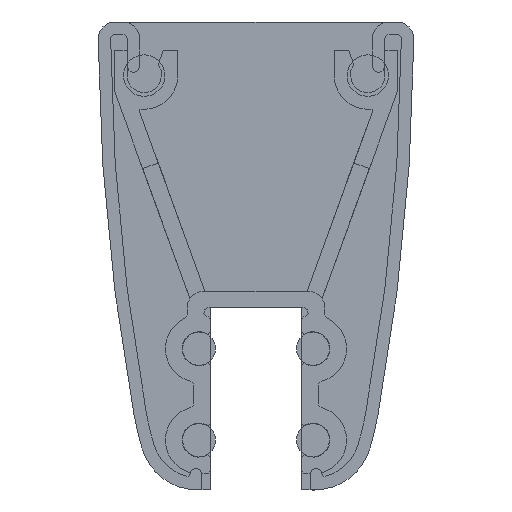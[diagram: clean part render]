
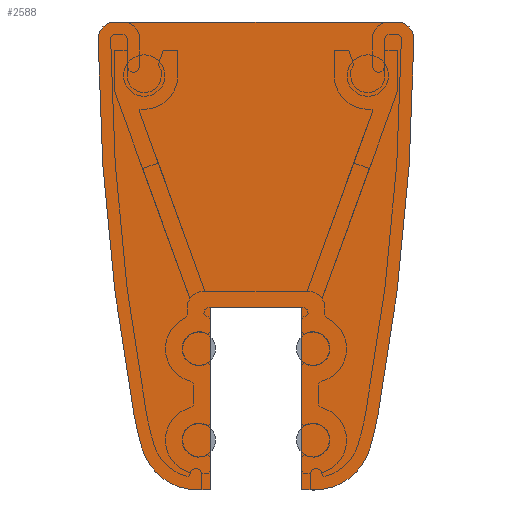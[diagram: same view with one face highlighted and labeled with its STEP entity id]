
A CAD part, front view. The second image highlights one B-rep face of the part: STEP entity #2588.
In plain terms, the highlighted face is planar.
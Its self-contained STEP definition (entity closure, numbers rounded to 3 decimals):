
#241=PLANE('',#3059);
#370=FACE_OUTER_BOUND('',#507,.T.);
#507=EDGE_LOOP('',(#2353,#2354,#2355,#2356,#2357,#2358,#2359,#2360,#2361,
#2362,#2363,#2364,#2365,#2366));
#590=LINE('',#4177,#805);
#661=LINE('',#4393,#876);
#666=LINE('',#4400,#881);
#730=LINE('',#4595,#945);
#732=LINE('',#4599,#947);
#734=LINE('',#4602,#949);
#805=VECTOR('',#3351,10.);
#876=VECTOR('',#3584,10.);
#881=VECTOR('',#3591,10.);
#945=VECTOR('',#3807,10.);
#947=VECTOR('',#3811,10.);
#949=VECTOR('',#3815,10.);
#984=CIRCLE('',#2864,2.);
#1017=CIRCLE('',#2900,2.);
#1048=CIRCLE('',#2974,260.);
#1049=CIRCLE('',#2976,42.);
#1050=CIRCLE('',#2978,7.);
#1079=CIRCLE('',#3051,260.);
#1080=CIRCLE('',#3053,42.);
#1081=CIRCLE('',#3055,7.);
#1134=VERTEX_POINT('',#4045);
#1135=VERTEX_POINT('',#4046);
#1198=VERTEX_POINT('',#4176);
#1199=VERTEX_POINT('',#4180);
#1259=VERTEX_POINT('',#4379);
#1260=VERTEX_POINT('',#4383);
#1261=VERTEX_POINT('',#4387);
#1262=VERTEX_POINT('',#4391);
#1263=VERTEX_POINT('',#4398);
#1315=VERTEX_POINT('',#4582);
#1316=VERTEX_POINT('',#4586);
#1317=VERTEX_POINT('',#4590);
#1318=VERTEX_POINT('',#4594);
#1319=VERTEX_POINT('',#4598);
#1392=EDGE_CURVE('',#1134,#1135,#984,.T.);
#1457=EDGE_CURVE('',#1198,#1135,#590,.T.);
#1459=EDGE_CURVE('',#1198,#1199,#1017,.T.);
#1558=EDGE_CURVE('',#1259,#1134,#1048,.T.);
#1560=EDGE_CURVE('',#1260,#1259,#1049,.T.);
#1562=EDGE_CURVE('',#1261,#1260,#1050,.T.);
#1564=EDGE_CURVE('',#1262,#1261,#661,.T.);
#1569=EDGE_CURVE('',#1263,#1262,#666,.T.);
#1660=EDGE_CURVE('',#1315,#1199,#1079,.T.);
#1662=EDGE_CURVE('',#1316,#1315,#1080,.T.);
#1664=EDGE_CURVE('',#1317,#1316,#1081,.T.);
#1666=EDGE_CURVE('',#1318,#1317,#730,.T.);
#1668=EDGE_CURVE('',#1319,#1318,#732,.T.);
#1670=EDGE_CURVE('',#1319,#1263,#734,.T.);
#2353=ORIENTED_EDGE('',*,*,#1392,.F.);
#2354=ORIENTED_EDGE('',*,*,#1558,.F.);
#2355=ORIENTED_EDGE('',*,*,#1560,.F.);
#2356=ORIENTED_EDGE('',*,*,#1562,.F.);
#2357=ORIENTED_EDGE('',*,*,#1564,.F.);
#2358=ORIENTED_EDGE('',*,*,#1569,.F.);
#2359=ORIENTED_EDGE('',*,*,#1670,.F.);
#2360=ORIENTED_EDGE('',*,*,#1668,.T.);
#2361=ORIENTED_EDGE('',*,*,#1666,.T.);
#2362=ORIENTED_EDGE('',*,*,#1664,.T.);
#2363=ORIENTED_EDGE('',*,*,#1662,.T.);
#2364=ORIENTED_EDGE('',*,*,#1660,.T.);
#2365=ORIENTED_EDGE('',*,*,#1459,.F.);
#2366=ORIENTED_EDGE('',*,*,#1457,.T.);
#2588=ADVANCED_FACE('',(#370),#241,.F.);
#2864=AXIS2_PLACEMENT_3D('',#4047,#3249,#3250);
#2900=AXIS2_PLACEMENT_3D('',#4181,#3355,#3356);
#2974=AXIS2_PLACEMENT_3D('',#4381,#3569,#3570);
#2976=AXIS2_PLACEMENT_3D('',#4385,#3574,#3575);
#2978=AXIS2_PLACEMENT_3D('',#4389,#3579,#3580);
#3051=AXIS2_PLACEMENT_3D('',#4583,#3792,#3793);
#3053=AXIS2_PLACEMENT_3D('',#4587,#3797,#3798);
#3055=AXIS2_PLACEMENT_3D('',#4591,#3802,#3803);
#3059=AXIS2_PLACEMENT_3D('',#4603,#3816,#3817);
#3249=DIRECTION('center_axis',(1.,0.,0.));
#3250=DIRECTION('ref_axis',(0.,0.71,0.704));
#3351=DIRECTION('',(0.,1.,0.));
#3355=DIRECTION('center_axis',(1.,0.,0.));
#3356=DIRECTION('ref_axis',(0.,-0.71,0.704));
#3569=DIRECTION('center_axis',(1.,0.,0.));
#3570=DIRECTION('ref_axis',(0.,1.,0.));
#3574=DIRECTION('center_axis',(1.,0.,0.));
#3575=DIRECTION('ref_axis',(0.,0.983,-0.182));
#3579=DIRECTION('center_axis',(1.,0.,0.));
#3580=DIRECTION('ref_axis',(0.,0.961,-0.278));
#3584=DIRECTION('',(0.,1.,0.));
#3591=DIRECTION('',(0.,0.,-1.));
#3792=DIRECTION('center_axis',(-1.,0.,0.));
#3793=DIRECTION('ref_axis',(0.,-1.,0.));
#3797=DIRECTION('center_axis',(-1.,0.,0.));
#3798=DIRECTION('ref_axis',(0.,-0.983,-0.182));
#3802=DIRECTION('center_axis',(-1.,0.,0.));
#3803=DIRECTION('ref_axis',(0.,-0.961,-0.278));
#3807=DIRECTION('',(0.,-1.,0.));
#3811=DIRECTION('',(0.,0.,-1.));
#3815=DIRECTION('',(0.,1.,0.));
#3816=DIRECTION('center_axis',(1.,0.,0.));
#3817=DIRECTION('ref_axis',(0.,0.,-1.));
#4045=CARTESIAN_POINT('',(-2.,18.992,-2.016));
#4046=CARTESIAN_POINT('',(-2.,16.992,0.));
#4047=CARTESIAN_POINT('Origin',(-2.,16.992,-2.));
#4176=CARTESIAN_POINT('',(-2.,-16.992,0.));
#4177=CARTESIAN_POINT('',(-2.,0.,0.));
#4180=CARTESIAN_POINT('',(-2.,-18.992,-2.016));
#4181=CARTESIAN_POINT('Origin',(-2.,-16.992,-2.));
#4379=CARTESIAN_POINT('',(-2.,14.679,-47.205));
#4381=CARTESIAN_POINT('Origin',(-2.,-241.,0.));
#4383=CARTESIAN_POINT('',(-2.,13.725,-51.244));
#4385=CARTESIAN_POINT('Origin',(-2.,-26.623,-39.579));
#4387=CARTESIAN_POINT('',(-2.,7.,-56.3));
#4389=CARTESIAN_POINT('Origin',(-2.,7.,-49.3));
#4391=CARTESIAN_POINT('',(-2.,5.5,-56.3));
#4393=CARTESIAN_POINT('',(-2.,7.,-56.3));
#4398=CARTESIAN_POINT('',(-2.,5.5,-34.4));
#4400=CARTESIAN_POINT('',(-2.,5.5,-56.3));
#4582=CARTESIAN_POINT('',(-2.,-14.679,-47.205));
#4583=CARTESIAN_POINT('Origin',(-2.,241.,0.));
#4586=CARTESIAN_POINT('',(-2.,-13.725,-51.244));
#4587=CARTESIAN_POINT('Origin',(-2.,26.623,-39.579));
#4590=CARTESIAN_POINT('',(-2.,-7.,-56.3));
#4591=CARTESIAN_POINT('Origin',(-2.,-7.,-49.3));
#4594=CARTESIAN_POINT('',(-2.,-5.5,-56.3));
#4595=CARTESIAN_POINT('',(-2.,-7.,-56.3));
#4598=CARTESIAN_POINT('',(-2.,-5.5,-34.4));
#4599=CARTESIAN_POINT('',(-2.,-5.5,-56.3));
#4602=CARTESIAN_POINT('',(-2.,5.5,-34.4));
#4603=CARTESIAN_POINT('Origin',(-2.,-8.364,-25.226));
